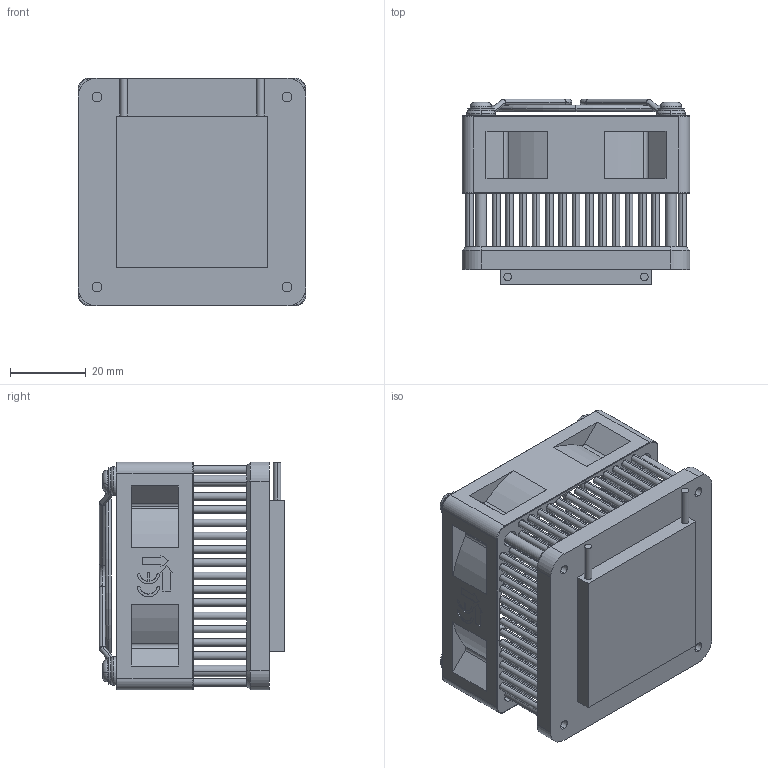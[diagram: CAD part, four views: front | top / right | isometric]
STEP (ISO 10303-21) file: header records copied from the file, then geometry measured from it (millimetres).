
FILE_DESCRIPTION (( 'STEP AP214' ), '1' );
FILE_NAME ('UEPT-EVAKIT-3.STEP', '2021-01-28T15:36:33', ( '' ), ( '' ), 'SwSTEP 2.0', 'SolidWorks 2020', '' );
FILE_SCHEMA (( 'AUTOMOTIVE_DESIGN' ));
Length unit declared in the file: millimetre
Products named in the file (7): Scheibe_DIN125A_Scheibe_D3,2; 41731; Lüfterschutzgitter 60x60; Lüfter 60x60x20_K48024; Peltierelement_40x40x4; UEPT-EVAKIT-3; M3_Linsenkopfschraube_M3x40
Assembly tree (12 placements, depth 2):
  UEPT-EVAKIT-3
    41731
    Lüfter 60x60x20_K48024
    Lüfterschutzgitter 60x60
    Peltierelement_40x40x4
    M3_Linsenkopfschraube_M3x40  x4
    Scheibe_DIN125A_Scheibe_D3,2  x4
Bounding box: 60 x 48.8 x 60 mm (x, y, z)
Volume: 58941.7 mm3; surface area: 56688.1 mm2
Topology: 21 solids, 30 shells, 1563 faces, 3593 edges, 2305 vertices
Faces by surface type: cylinder 766, plane 655, bspline 70, torus 52, cone 20
Entity records: 47585 total; most frequent: CARTESIAN_POINT 13099, DIRECTION 7200, ORIENTED_EDGE 6870, EDGE_CURVE 3435, AXIS2_PLACEMENT_3D 2890, VERTEX_POINT 2215, EDGE_LOOP 1760, FACE_OUTER_BOUND 1497
